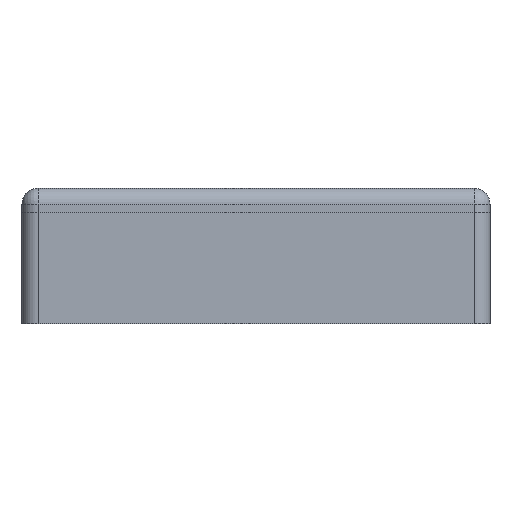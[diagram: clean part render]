
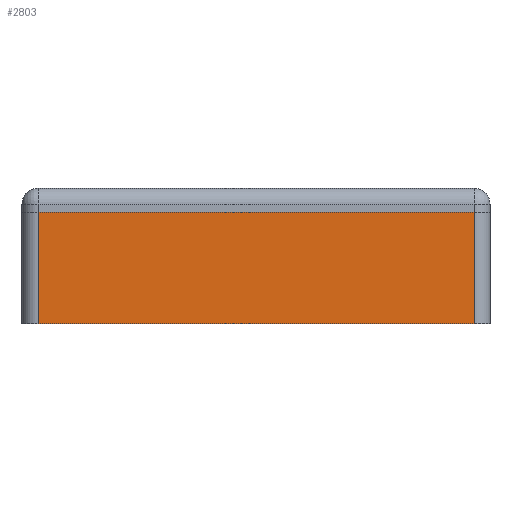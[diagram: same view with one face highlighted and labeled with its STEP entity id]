
A CAD part, front view. The second image highlights one B-rep face of the part: STEP entity #2803.
In plain terms, the highlighted planar face has unit normal (0, -1, 0).
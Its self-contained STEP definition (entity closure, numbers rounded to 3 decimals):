
#657 = PLANE('',#658);
#658 = AXIS2_PLACEMENT_3D('',#659,#660,#661);
#659 = CARTESIAN_POINT('',(29.25,-3.25,20.5));
#660 = DIRECTION('',(0.,-1.,0.));
#661 = DIRECTION('',(-1.,0.,0.));
#1416 = EDGE_CURVE('',#1417,#1419,#1421,.T.);
#1417 = VERTEX_POINT('',#1418);
#1418 = CARTESIAN_POINT('',(27.25,-3.25,20.5));
#1419 = VERTEX_POINT('',#1420);
#1420 = CARTESIAN_POINT('',(-27.25,-3.25,20.5));
#1421 = SURFACE_CURVE('',#1422,(#1426,#1433),.PCURVE_S1.);
#1422 = LINE('',#1423,#1424);
#1423 = CARTESIAN_POINT('',(29.25,-3.25,20.5));
#1424 = VECTOR('',#1425,1.);
#1425 = DIRECTION('',(-1.,0.,0.));
#1426 = PCURVE('',#657,#1427);
#1427 = DEFINITIONAL_REPRESENTATION('',(#1428),#1432);
#1428 = LINE('',#1429,#1430);
#1429 = CARTESIAN_POINT('',(0.,-0.));
#1430 = VECTOR('',#1431,1.);
#1431 = DIRECTION('',(1.,0.));
#1432 = ( GEOMETRIC_REPRESENTATION_CONTEXT(2) 
PARAMETRIC_REPRESENTATION_CONTEXT() REPRESENTATION_CONTEXT('2D SPACE',''
  ) );
#1433 = PCURVE('',#1434,#1439);
#1434 = PLANE('',#1435);
#1435 = AXIS2_PLACEMENT_3D('',#1436,#1437,#1438);
#1436 = CARTESIAN_POINT('',(29.25,-3.25,0.));
#1437 = DIRECTION('',(0.,-1.,0.));
#1438 = DIRECTION('',(-1.,0.,0.));
#1439 = DEFINITIONAL_REPRESENTATION('',(#1440),#1444);
#1440 = LINE('',#1441,#1442);
#1441 = CARTESIAN_POINT('',(0.,-20.5));
#1442 = VECTOR('',#1443,1.);
#1443 = DIRECTION('',(1.,0.));
#1444 = ( GEOMETRIC_REPRESENTATION_CONTEXT(2) 
PARAMETRIC_REPRESENTATION_CONTEXT() REPRESENTATION_CONTEXT('2D SPACE',''
  ) );
#2759 = CYLINDRICAL_SURFACE('',#2760,2.);
#2760 = AXIS2_PLACEMENT_3D('',#2761,#2762,#2763);
#2761 = CARTESIAN_POINT('',(27.25,-1.25,0.));
#2762 = DIRECTION('',(0.,0.,1.));
#2763 = DIRECTION('',(0.,-1.,0.));
#2790 = CYLINDRICAL_SURFACE('',#2791,2.);
#2791 = AXIS2_PLACEMENT_3D('',#2792,#2793,#2794);
#2792 = CARTESIAN_POINT('',(-27.25,-1.25,0.));
#2793 = DIRECTION('',(0.,0.,1.));
#2794 = DIRECTION('',(0.,-1.,0.));
#2803 = ADVANCED_FACE('',(#2804),#1434,.T.);
#2804 = FACE_BOUND('',#2805,.T.);
#2805 = EDGE_LOOP('',(#2806,#2836,#2857,#2858));
#2806 = ORIENTED_EDGE('',*,*,#2807,.F.);
#2807 = EDGE_CURVE('',#2808,#2810,#2812,.T.);
#2808 = VERTEX_POINT('',#2809);
#2809 = CARTESIAN_POINT('',(27.25,-3.25,6.57));
#2810 = VERTEX_POINT('',#2811);
#2811 = CARTESIAN_POINT('',(-27.25,-3.25,6.57));
#2812 = SURFACE_CURVE('',#2813,(#2817,#2824),.PCURVE_S1.);
#2813 = LINE('',#2814,#2815);
#2814 = CARTESIAN_POINT('',(29.25,-3.25,6.57));
#2815 = VECTOR('',#2816,1.);
#2816 = DIRECTION('',(-1.,0.,0.));
#2817 = PCURVE('',#1434,#2818);
#2818 = DEFINITIONAL_REPRESENTATION('',(#2819),#2823);
#2819 = LINE('',#2820,#2821);
#2820 = CARTESIAN_POINT('',(0.,-6.57));
#2821 = VECTOR('',#2822,1.);
#2822 = DIRECTION('',(1.,0.));
#2823 = ( GEOMETRIC_REPRESENTATION_CONTEXT(2) 
PARAMETRIC_REPRESENTATION_CONTEXT() REPRESENTATION_CONTEXT('2D SPACE',''
  ) );
#2824 = PCURVE('',#2825,#2830);
#2825 = PLANE('',#2826);
#2826 = AXIS2_PLACEMENT_3D('',#2827,#2828,#2829);
#2827 = CARTESIAN_POINT('',(0.,42.5,6.57));
#2828 = DIRECTION('',(-0.,-0.,-1.));
#2829 = DIRECTION('',(-1.,0.,0.));
#2830 = DEFINITIONAL_REPRESENTATION('',(#2831),#2835);
#2831 = LINE('',#2832,#2833);
#2832 = CARTESIAN_POINT('',(-29.25,-45.75));
#2833 = VECTOR('',#2834,1.);
#2834 = DIRECTION('',(1.,0.));
#2835 = ( GEOMETRIC_REPRESENTATION_CONTEXT(2) 
PARAMETRIC_REPRESENTATION_CONTEXT() REPRESENTATION_CONTEXT('2D SPACE',''
  ) );
#2836 = ORIENTED_EDGE('',*,*,#2837,.T.);
#2837 = EDGE_CURVE('',#2808,#1417,#2838,.T.);
#2838 = SURFACE_CURVE('',#2839,(#2843,#2850),.PCURVE_S1.);
#2839 = LINE('',#2840,#2841);
#2840 = CARTESIAN_POINT('',(27.25,-3.25,0.));
#2841 = VECTOR('',#2842,1.);
#2842 = DIRECTION('',(0.,0.,1.));
#2843 = PCURVE('',#1434,#2844);
#2844 = DEFINITIONAL_REPRESENTATION('',(#2845),#2849);
#2845 = LINE('',#2846,#2847);
#2846 = CARTESIAN_POINT('',(2.,0.));
#2847 = VECTOR('',#2848,1.);
#2848 = DIRECTION('',(0.,-1.));
#2849 = ( GEOMETRIC_REPRESENTATION_CONTEXT(2) 
PARAMETRIC_REPRESENTATION_CONTEXT() REPRESENTATION_CONTEXT('2D SPACE',''
  ) );
#2850 = PCURVE('',#2759,#2851);
#2851 = DEFINITIONAL_REPRESENTATION('',(#2852),#2856);
#2852 = LINE('',#2853,#2854);
#2853 = CARTESIAN_POINT('',(0.,0.));
#2854 = VECTOR('',#2855,1.);
#2855 = DIRECTION('',(0.,1.));
#2856 = ( GEOMETRIC_REPRESENTATION_CONTEXT(2) 
PARAMETRIC_REPRESENTATION_CONTEXT() REPRESENTATION_CONTEXT('2D SPACE',''
  ) );
#2857 = ORIENTED_EDGE('',*,*,#1416,.T.);
#2858 = ORIENTED_EDGE('',*,*,#2859,.F.);
#2859 = EDGE_CURVE('',#2810,#1419,#2860,.T.);
#2860 = SURFACE_CURVE('',#2861,(#2865,#2872),.PCURVE_S1.);
#2861 = LINE('',#2862,#2863);
#2862 = CARTESIAN_POINT('',(-27.25,-3.25,0.));
#2863 = VECTOR('',#2864,1.);
#2864 = DIRECTION('',(0.,0.,1.));
#2865 = PCURVE('',#1434,#2866);
#2866 = DEFINITIONAL_REPRESENTATION('',(#2867),#2871);
#2867 = LINE('',#2868,#2869);
#2868 = CARTESIAN_POINT('',(56.5,0.));
#2869 = VECTOR('',#2870,1.);
#2870 = DIRECTION('',(0.,-1.));
#2871 = ( GEOMETRIC_REPRESENTATION_CONTEXT(2) 
PARAMETRIC_REPRESENTATION_CONTEXT() REPRESENTATION_CONTEXT('2D SPACE',''
  ) );
#2872 = PCURVE('',#2790,#2873);
#2873 = DEFINITIONAL_REPRESENTATION('',(#2874),#2878);
#2874 = LINE('',#2875,#2876);
#2875 = CARTESIAN_POINT('',(-0.,0.));
#2876 = VECTOR('',#2877,1.);
#2877 = DIRECTION('',(-0.,1.));
#2878 = ( GEOMETRIC_REPRESENTATION_CONTEXT(2) 
PARAMETRIC_REPRESENTATION_CONTEXT() REPRESENTATION_CONTEXT('2D SPACE',''
  ) );
